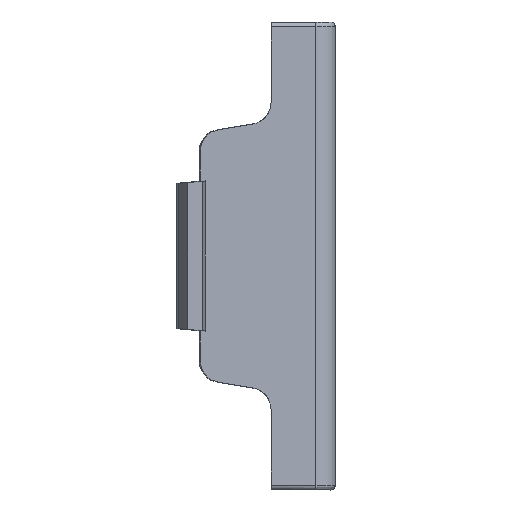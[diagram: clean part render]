
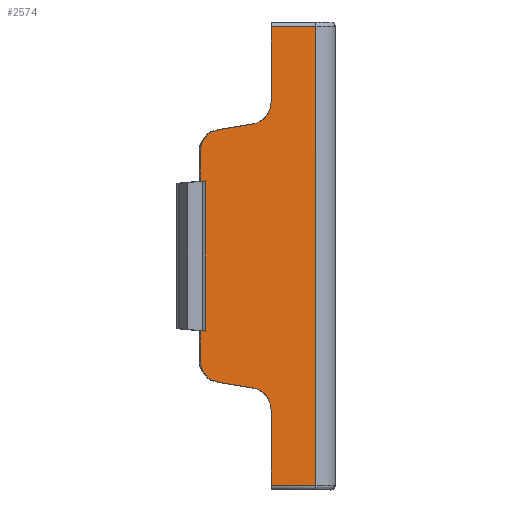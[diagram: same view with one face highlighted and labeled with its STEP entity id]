
A CAD part, left-side view. The second image highlights one B-rep face of the part: STEP entity #2574.
In plain terms, the highlighted planar face has unit normal (-0.993, -0.122, 0).
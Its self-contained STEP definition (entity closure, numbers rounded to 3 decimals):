
#8 = DIRECTION ( 'NONE',  ( 0.122, -0.993, 0. ) ) ;
#32 = DIRECTION ( 'NONE',  ( 0., 0., -1. ) ) ;
#66 =( BOUNDED_CURVE ( )  B_SPLINE_CURVE ( 3, ( #4234, #2528, #2909, #2445 ),
 .UNSPECIFIED., .F., .F. ) 
 B_SPLINE_CURVE_WITH_KNOTS ( ( 4, 4 ),
 ( 0.164, 1.571 ),
 .UNSPECIFIED. ) 
 CURVE ( )  GEOMETRIC_REPRESENTATION_ITEM ( )  RATIONAL_B_SPLINE_CURVE ( ( 1., 0.842, 0.842, 1. ) ) 
 REPRESENTATION_ITEM ( '' )  );
#223 = EDGE_CURVE ( 'NONE', #268, #1111, #3195, .T. ) ;
#268 = VERTEX_POINT ( 'NONE', #1492 ) ;
#296 = LINE ( 'NONE', #328, #918 ) ;
#328 = CARTESIAN_POINT ( 'NONE',  ( -33.493, 2.4, -16.25 ) ) ;
#334 = CARTESIAN_POINT ( 'NONE',  ( -33.231, 0.267, -9.637 ) ) ;
#385 = ORIENTED_EDGE ( 'NONE', *, *, #5450, .F. ) ;
#387 = AXIS2_PLACEMENT_3D ( 'NONE', #419, #2634, #8 ) ;
#414 = VERTEX_POINT ( 'NONE', #4874 ) ;
#419 = CARTESIAN_POINT ( 'NONE',  ( -33.906, 5.769, -7.193 ) ) ;
#532 = VERTEX_POINT ( 'NONE', #2732 ) ;
#576 = LINE ( 'NONE', #3702, #5139 ) ;
#609 = DIRECTION ( 'NONE',  ( -0.121, 0.989, -0.087 ) ) ;
#610 = LINE ( 'NONE', #5207, #3130 ) ;
#640 = AXIS2_PLACEMENT_3D ( 'NONE', #2883, #5512, #4188 ) ;
#684 = VERTEX_POINT ( 'NONE', #728 ) ;
#728 = CARTESIAN_POINT ( 'NONE',  ( -34.089, 7.258, 5.131 ) ) ;
#853 = LINE ( 'NONE', #1303, #3646 ) ;
#911 = VERTEX_POINT ( 'NONE', #3529 ) ;
#918 = VECTOR ( 'NONE', #4668, 1000. ) ;
#1016 = VECTOR ( 'NONE', #1475, 1000. ) ;
#1057 = ORIENTED_EDGE ( 'NONE', *, *, #3129, .F. ) ;
#1078 = DIRECTION ( 'NONE',  ( -0.122, 0.993, -0.009 ) ) ;
#1085 = ORIENTED_EDGE ( 'NONE', *, *, #3798, .T. ) ;
#1094 = VERTEX_POINT ( 'NONE', #1501 ) ;
#1111 = VERTEX_POINT ( 'NONE', #5360 ) ;
#1151 = LINE ( 'NONE', #3696, #4836 ) ;
#1182 = LINE ( 'NONE', #334, #3992 ) ;
#1192 = CARTESIAN_POINT ( 'NONE',  ( -34.047, 6.914, 16.25 ) ) ;
#1218 = CARTESIAN_POINT ( 'NONE',  ( -33.493, 2.4, -15.75 ) ) ;
#1303 = CARTESIAN_POINT ( 'NONE',  ( -34.089, 7.258, 16.25 ) ) ;
#1321 = CARTESIAN_POINT ( 'NONE',  ( -33.114, -0.683, -15.777 ) ) ;
#1322 = VECTOR ( 'NONE', #2459, 1000. ) ;
#1355 = ORIENTED_EDGE ( 'NONE', *, *, #1379, .F. ) ;
#1379 = EDGE_CURVE ( 'NONE', #1094, #684, #4054, .T. ) ;
#1456 = VECTOR ( 'NONE', #5112, 1000. ) ;
#1475 = DIRECTION ( 'NONE',  ( 0., 0., -1. ) ) ;
#1492 = CARTESIAN_POINT ( 'NONE',  ( -34.089, 7.258, -5.131 ) ) ;
#1501 = CARTESIAN_POINT ( 'NONE',  ( -34.047, 6.914, 5.162 ) ) ;
#1518 = CARTESIAN_POINT ( 'NONE',  ( -34.089, 7.258, 16.25 ) ) ;
#1539 = ORIENTED_EDGE ( 'NONE', *, *, #4975, .F. ) ;
#1714 = VERTEX_POINT ( 'NONE', #1218 ) ;
#1720 = VERTEX_POINT ( 'NONE', #5122 ) ;
#1732 = ORIENTED_EDGE ( 'NONE', *, *, #223, .T. ) ;
#1745 = VERTEX_POINT ( 'NONE', #2967 ) ;
#1798 = LINE ( 'NONE', #1192, #1456 ) ;
#1814 = DIRECTION ( 'NONE',  ( -0.993, -0.122, 0. ) ) ;
#1827 = ORIENTED_EDGE ( 'NONE', *, *, #3509, .T. ) ;
#1846 =( BOUNDED_CURVE ( )  B_SPLINE_CURVE ( 3, ( #5498, #3789, #4575, #5004 ),
 .UNSPECIFIED., .F., .F. ) 
 B_SPLINE_CURVE_WITH_KNOTS ( ( 4, 4 ),
 ( 1.571, 2.978 ),
 .UNSPECIFIED. ) 
 CURVE ( )  GEOMETRIC_REPRESENTATION_ITEM ( )  RATIONAL_B_SPLINE_CURVE ( ( 1., 0.842, 0.842, 1. ) ) 
 REPRESENTATION_ITEM ( '' )  );
#1881 = EDGE_CURVE ( 'NONE', #1111, #1720, #3224, .T. ) ;
#1991 = LINE ( 'NONE', #4251, #4911 ) ;
#2094 = DIRECTION ( 'NONE',  ( -0.12, 0.979, -0.164 ) ) ;
#2110 = ORIENTED_EDGE ( 'NONE', *, *, #4473, .T. ) ;
#2113 = DIRECTION ( 'NONE',  ( 0.12, -0.979, -0.164 ) ) ;
#2174 = VERTEX_POINT ( 'NONE', #3628 ) ;
#2208 = CIRCLE ( 'NONE', #640, 1.5 ) ;
#2282 = ORIENTED_EDGE ( 'NONE', *, *, #3123, .T. ) ;
#2352 = LINE ( 'NONE', #2966, #1322 ) ;
#2362 = EDGE_LOOP ( 'NONE', ( #1355, #5223, #1539, #1732, #3999, #3284, #1085, #1057, #4864, #385, #1827, #2282, #2399, #2110, #2382, #2443 ) ) ;
#2382 = ORIENTED_EDGE ( 'NONE', *, *, #3056, .T. ) ;
#2399 = ORIENTED_EDGE ( 'NONE', *, *, #2945, .T. ) ;
#2431 = EDGE_CURVE ( 'NONE', #3289, #1094, #1798, .T. ) ;
#2443 = ORIENTED_EDGE ( 'NONE', *, *, #3987, .T. ) ;
#2445 = CARTESIAN_POINT ( 'NONE',  ( -33.647, 3.655, 9.068 ) ) ;
#2459 = DIRECTION ( 'NONE',  ( 0., 0., 1. ) ) ;
#2475 = FACE_OUTER_BOUND ( 'NONE', #2362, .T. ) ;
#2528 = CARTESIAN_POINT ( 'NONE',  ( -33.493, 2.4, 9.783 ) ) ;
#2574 = ADVANCED_FACE ( 'NONE', ( #2475 ), #4846, .T. ) ;
#2634 = DIRECTION ( 'NONE',  ( -0.993, -0.122, 0. ) ) ;
#2695 = DIRECTION ( 'NONE',  ( 0.122, -0.993, 0. ) ) ;
#2732 = CARTESIAN_POINT ( 'NONE',  ( -33.493, 2.4, 15.75 ) ) ;
#2883 = CARTESIAN_POINT ( 'NONE',  ( -33.906, 5.769, 7.193 ) ) ;
#2909 = CARTESIAN_POINT ( 'NONE',  ( -33.554, 2.897, 9.196 ) ) ;
#2945 = EDGE_CURVE ( 'NONE', #414, #1745, #66, .T. ) ;
#2966 = CARTESIAN_POINT ( 'NONE',  ( -33.493, 2.4, 16.25 ) ) ;
#2967 = CARTESIAN_POINT ( 'NONE',  ( -33.647, 3.655, 9.068 ) ) ;
#3056 = EDGE_CURVE ( 'NONE', #5601, #911, #2208, .T. ) ;
#3082 = AXIS2_PLACEMENT_3D ( 'NONE', #4412, #1814, #2695 ) ;
#3123 = EDGE_CURVE ( 'NONE', #532, #414, #296, .T. ) ;
#3129 = EDGE_CURVE ( 'NONE', #1714, #4592, #2352, .T. ) ;
#3130 = VECTOR ( 'NONE', #3505, 1000. ) ;
#3144 = CARTESIAN_POINT ( 'NONE',  ( -34.047, 6.914, -5.162 ) ) ;
#3180 = CARTESIAN_POINT ( 'NONE',  ( -32.598, -4.888, 6.202 ) ) ;
#3183 = DIRECTION ( 'NONE',  ( 0., 0., -1. ) ) ;
#3195 = LINE ( 'NONE', #1518, #1016 ) ;
#3224 = CIRCLE ( 'NONE', #387, 1.5 ) ;
#3284 = ORIENTED_EDGE ( 'NONE', *, *, #3820, .T. ) ;
#3289 = VERTEX_POINT ( 'NONE', #3144 ) ;
#3296 = VERTEX_POINT ( 'NONE', #1321 ) ;
#3312 = DIRECTION ( 'NONE',  ( 0.121, -0.989, -0.087 ) ) ;
#3505 = DIRECTION ( 'NONE',  ( 0.122, -0.993, -0.009 ) ) ;
#3509 = EDGE_CURVE ( 'NONE', #4704, #532, #576, .T. ) ;
#3529 = CARTESIAN_POINT ( 'NONE',  ( -34.089, 7.258, 7.193 ) ) ;
#3628 = CARTESIAN_POINT ( 'NONE',  ( -33.647, 3.655, -9.068 ) ) ;
#3646 = VECTOR ( 'NONE', #32, 1000. ) ;
#3696 = CARTESIAN_POINT ( 'NONE',  ( -32.942, -2.087, -5.955 ) ) ;
#3702 = CARTESIAN_POINT ( 'NONE',  ( -32.705, -4.02, 15.806 ) ) ;
#3789 = CARTESIAN_POINT ( 'NONE',  ( -33.554, 2.897, -9.196 ) ) ;
#3798 = EDGE_CURVE ( 'NONE', #2174, #4592, #1846, .T. ) ;
#3820 = EDGE_CURVE ( 'NONE', #1720, #2174, #1182, .T. ) ;
#3987 = EDGE_CURVE ( 'NONE', #911, #684, #853, .T. ) ;
#3992 = VECTOR ( 'NONE', #2113, 1000. ) ;
#3999 = ORIENTED_EDGE ( 'NONE', *, *, #1881, .T. ) ;
#4054 = LINE ( 'NONE', #3180, #5396 ) ;
#4188 = DIRECTION ( 'NONE',  ( 0.122, -0.993, 0. ) ) ;
#4234 = CARTESIAN_POINT ( 'NONE',  ( -33.493, 2.4, 10.552 ) ) ;
#4251 = CARTESIAN_POINT ( 'NONE',  ( -32.589, -4.964, 10.516 ) ) ;
#4412 = CARTESIAN_POINT ( 'NONE',  ( -32.705, -4.016, 16.25 ) ) ;
#4473 = EDGE_CURVE ( 'NONE', #1745, #5601, #1991, .T. ) ;
#4575 = CARTESIAN_POINT ( 'NONE',  ( -33.493, 2.4, -9.783 ) ) ;
#4592 = VERTEX_POINT ( 'NONE', #5199 ) ;
#4668 = DIRECTION ( 'NONE',  ( 0., 0., -1. ) ) ;
#4704 = VERTEX_POINT ( 'NONE', #5271 ) ;
#4836 = VECTOR ( 'NONE', #3312, 1000. ) ;
#4846 = PLANE ( 'NONE',  #3082 ) ;
#4864 = ORIENTED_EDGE ( 'NONE', *, *, #5277, .T. ) ;
#4874 = CARTESIAN_POINT ( 'NONE',  ( -33.493, 2.4, 10.552 ) ) ;
#4911 = VECTOR ( 'NONE', #2094, 1000. ) ;
#4975 = EDGE_CURVE ( 'NONE', #268, #3289, #1151, .T. ) ;
#5004 = CARTESIAN_POINT ( 'NONE',  ( -33.493, 2.4, -10.552 ) ) ;
#5112 = DIRECTION ( 'NONE',  ( 0., 0., 1. ) ) ;
#5116 = CARTESIAN_POINT ( 'NONE',  ( -33.937, 6.014, 8.672 ) ) ;
#5122 = CARTESIAN_POINT ( 'NONE',  ( -33.937, 6.014, -8.672 ) ) ;
#5139 = VECTOR ( 'NONE', #1078, 1000. ) ;
#5199 = CARTESIAN_POINT ( 'NONE',  ( -33.493, 2.4, -10.552 ) ) ;
#5207 = CARTESIAN_POINT ( 'NONE',  ( -32.739, -3.74, -15.803 ) ) ;
#5223 = ORIENTED_EDGE ( 'NONE', *, *, #2431, .F. ) ;
#5271 = CARTESIAN_POINT ( 'NONE',  ( -33.114, -0.683, 15.777 ) ) ;
#5277 = EDGE_CURVE ( 'NONE', #1714, #3296, #610, .T. ) ;
#5302 = LINE ( 'NONE', #5357, #5436 ) ;
#5357 = CARTESIAN_POINT ( 'NONE',  ( -33.114, -0.683, 16.25 ) ) ;
#5360 = CARTESIAN_POINT ( 'NONE',  ( -34.089, 7.258, -7.193 ) ) ;
#5396 = VECTOR ( 'NONE', #609, 1000. ) ;
#5436 = VECTOR ( 'NONE', #3183, 1000. ) ;
#5450 = EDGE_CURVE ( 'NONE', #4704, #3296, #5302, .T. ) ;
#5498 = CARTESIAN_POINT ( 'NONE',  ( -33.647, 3.655, -9.068 ) ) ;
#5512 = DIRECTION ( 'NONE',  ( -0.993, -0.122, 0. ) ) ;
#5601 = VERTEX_POINT ( 'NONE', #5116 ) ;
